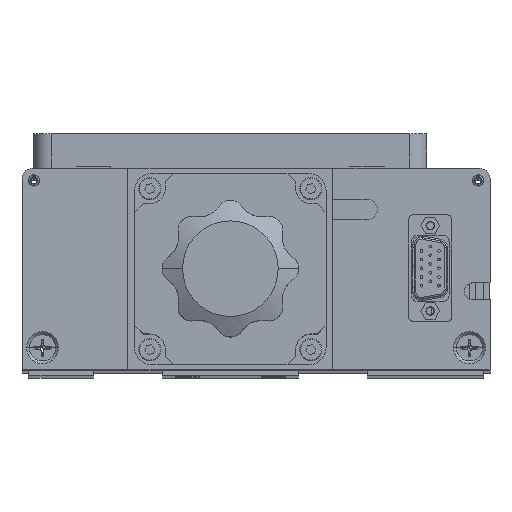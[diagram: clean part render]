
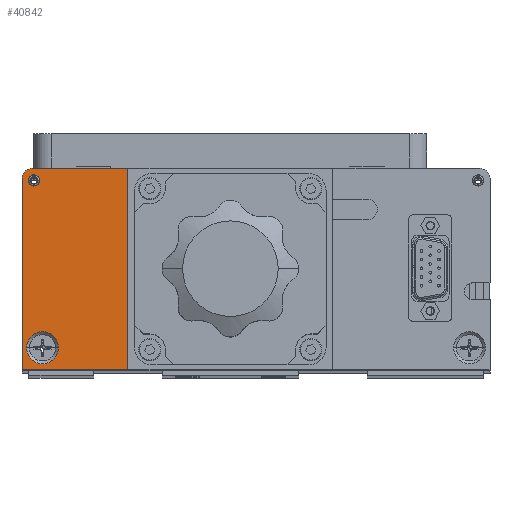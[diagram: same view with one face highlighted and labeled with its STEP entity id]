
A CAD part, top view. The second image highlights one B-rep face of the part: STEP entity #40842.
In plain terms, the highlighted planar face has unit normal (0, 0, 1).
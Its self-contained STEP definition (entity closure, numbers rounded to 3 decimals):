
#1756 = VECTOR ( 'NONE', #2239, 1000. ) ;
#2074 = ORIENTED_EDGE ( 'NONE', *, *, #9911, .T. ) ;
#2239 = DIRECTION ( 'NONE',  ( 0., -1., 0. ) ) ;
#2682 = CIRCLE ( 'NONE', #41655, 1.65 ) ;
#2837 = CARTESIAN_POINT ( 'NONE',  ( -194.236, 33.83, 6.166 ) ) ;
#2937 = DIRECTION ( 'NONE',  ( 1., 0., 0. ) ) ;
#4803 = CIRCLE ( 'NONE', #29832, 3. ) ;
#5013 = CIRCLE ( 'NONE', #15045, 4.7 ) ;
#5225 = AXIS2_PLACEMENT_3D ( 'NONE', #34776, #14904, #38132 ) ;
#6050 = ORIENTED_EDGE ( 'NONE', *, *, #20847, .F. ) ;
#7396 = FACE_OUTER_BOUND ( 'NONE', #16982, .T. ) ;
#7532 = VERTEX_POINT ( 'NONE', #25845 ) ;
#7582 = LINE ( 'NONE', #22768, #25256 ) ;
#9221 = LINE ( 'NONE', #31594, #16995 ) ;
#9911 = EDGE_CURVE ( 'NONE', #20071, #34724, #9221, .T. ) ;
#9941 = VERTEX_POINT ( 'NONE', #21742 ) ;
#10575 = LINE ( 'NONE', #41907, #1756 ) ;
#10804 = CARTESIAN_POINT ( 'NONE',  ( -191.236, -18.67, 6.166 ) ) ;
#11173 = ORIENTED_EDGE ( 'NONE', *, *, #19719, .F. ) ;
#12052 = DIRECTION ( 'NONE',  ( 0., 1., 0. ) ) ;
#12984 = DIRECTION ( 'NONE',  ( 0., 0., 1. ) ) ;
#13905 = CARTESIAN_POINT ( 'NONE',  ( -193.736, 30.33, 6.166 ) ) ;
#14021 = CARTESIAN_POINT ( 'NONE',  ( -197.236, 30.83, 6.166 ) ) ;
#14140 = DIRECTION ( 'NONE',  ( 1., 0., 0. ) ) ;
#14395 = ORIENTED_EDGE ( 'NONE', *, *, #33996, .T. ) ;
#14904 = DIRECTION ( 'NONE',  ( 0., 0., 1. ) ) ;
#15045 = AXIS2_PLACEMENT_3D ( 'NONE', #32863, #12984, #36213 ) ;
#15445 = EDGE_LOOP ( 'NONE', ( #11173, #28097 ) ) ;
#16063 = VERTEX_POINT ( 'NONE', #41409 ) ;
#16982 = EDGE_LOOP ( 'NONE', ( #14395, #28250, #2074, #24272, #34607 ) ) ;
#16995 = VECTOR ( 'NONE', #34953, 1000. ) ;
#17224 = DIRECTION ( 'NONE',  ( 1., 0., 0. ) ) ;
#17380 = EDGE_CURVE ( 'NONE', #37167, #40039, #7582, .T. ) ;
#18326 = DIRECTION ( 'NONE',  ( 0., 0., 1. ) ) ;
#18490 = AXIS2_PLACEMENT_3D ( 'NONE', #10804, #34006, #14140 ) ;
#19719 = EDGE_CURVE ( 'NONE', #29587, #16063, #2682, .T. ) ;
#20071 = VERTEX_POINT ( 'NONE', #32573 ) ;
#20847 = EDGE_CURVE ( 'NONE', #9941, #7532, #5013, .T. ) ;
#21742 = CARTESIAN_POINT ( 'NONE',  ( -195.936, -18.67, 6.166 ) ) ;
#22749 = DIRECTION ( 'NONE',  ( 0., 0., 1. ) ) ;
#22768 = CARTESIAN_POINT ( 'NONE',  ( -166.236, 33.83, 6.166 ) ) ;
#23344 = DIRECTION ( 'NONE',  ( -1., 0., 0. ) ) ;
#23849 = VECTOR ( 'NONE', #12052, 1000. ) ;
#24272 = ORIENTED_EDGE ( 'NONE', *, *, #35227, .T. ) ;
#24604 = EDGE_CURVE ( 'NONE', #16063, #29587, #32593, .T. ) ;
#25256 = VECTOR ( 'NONE', #23344, 1000. ) ;
#25845 = CARTESIAN_POINT ( 'NONE',  ( -186.536, -18.67, 6.166 ) ) ;
#25910 = LINE ( 'NONE', #38469, #23849 ) ;
#27010 = AXIS2_PLACEMENT_3D ( 'NONE', #38223, #18326, #41530 ) ;
#28097 = ORIENTED_EDGE ( 'NONE', *, *, #24604, .F. ) ;
#28250 = ORIENTED_EDGE ( 'NONE', *, *, #31717, .T. ) ;
#29587 = VERTEX_POINT ( 'NONE', #34421 ) ;
#29832 = AXIS2_PLACEMENT_3D ( 'NONE', #42611, #22749, #2937 ) ;
#31594 = CARTESIAN_POINT ( 'NONE',  ( -166.236, -25.17, 6.166 ) ) ;
#31717 = EDGE_CURVE ( 'NONE', #37657, #20071, #10575, .T. ) ;
#31780 = FACE_BOUND ( 'NONE', #35432, .T. ) ;
#32573 = CARTESIAN_POINT ( 'NONE',  ( -197.236, -25.17, 6.166 ) ) ;
#32593 = CIRCLE ( 'NONE', #27010, 1.65 ) ;
#32863 = CARTESIAN_POINT ( 'NONE',  ( -191.236, -18.67, 6.166 ) ) ;
#33720 = CARTESIAN_POINT ( 'NONE',  ( -166.236, -25.17, 6.166 ) ) ;
#33996 = EDGE_CURVE ( 'NONE', #40039, #37657, #4803, .T. ) ;
#34006 = DIRECTION ( 'NONE',  ( 0., 0., 1. ) ) ;
#34109 = ORIENTED_EDGE ( 'NONE', *, *, #42760, .F. ) ;
#34421 = CARTESIAN_POINT ( 'NONE',  ( -192.086, 30.33, 6.166 ) ) ;
#34607 = ORIENTED_EDGE ( 'NONE', *, *, #17380, .T. ) ;
#34724 = VERTEX_POINT ( 'NONE', #33720 ) ;
#34776 = CARTESIAN_POINT ( 'NONE',  ( -194.236, 30.83, 6.166 ) ) ;
#34953 = DIRECTION ( 'NONE',  ( 1., 0., 0. ) ) ;
#35227 = EDGE_CURVE ( 'NONE', #34724, #37167, #25910, .T. ) ;
#35432 = EDGE_LOOP ( 'NONE', ( #34109, #6050 ) ) ;
#36213 = DIRECTION ( 'NONE',  ( 1., 0., 0. ) ) ;
#37153 = DIRECTION ( 'NONE',  ( 0., 0., 1. ) ) ;
#37167 = VERTEX_POINT ( 'NONE', #37291 ) ;
#37291 = CARTESIAN_POINT ( 'NONE',  ( -166.236, 33.83, 6.166 ) ) ;
#37657 = VERTEX_POINT ( 'NONE', #14021 ) ;
#38005 = PLANE ( 'NONE',  #5225 ) ;
#38132 = DIRECTION ( 'NONE',  ( 1., 0., 0. ) ) ;
#38223 = CARTESIAN_POINT ( 'NONE',  ( -193.736, 30.33, 6.166 ) ) ;
#38469 = CARTESIAN_POINT ( 'NONE',  ( -166.236, 33.83, 6.166 ) ) ;
#40039 = VERTEX_POINT ( 'NONE', #2837 ) ;
#40610 = FACE_BOUND ( 'NONE', #15445, .T. ) ;
#40842 = ADVANCED_FACE ( 'NONE', ( #31780, #7396, #40610 ), #38005, .T. ) ;
#41409 = CARTESIAN_POINT ( 'NONE',  ( -195.386, 30.33, 6.166 ) ) ;
#41530 = DIRECTION ( 'NONE',  ( 1., 0., 0. ) ) ;
#41655 = AXIS2_PLACEMENT_3D ( 'NONE', #13905, #37153, #17224 ) ;
#41849 = CIRCLE ( 'NONE', #18490, 4.7 ) ;
#41907 = CARTESIAN_POINT ( 'NONE',  ( -197.236, 30.83, 6.166 ) ) ;
#42611 = CARTESIAN_POINT ( 'NONE',  ( -194.236, 30.83, 6.166 ) ) ;
#42760 = EDGE_CURVE ( 'NONE', #7532, #9941, #41849, .T. ) ;
